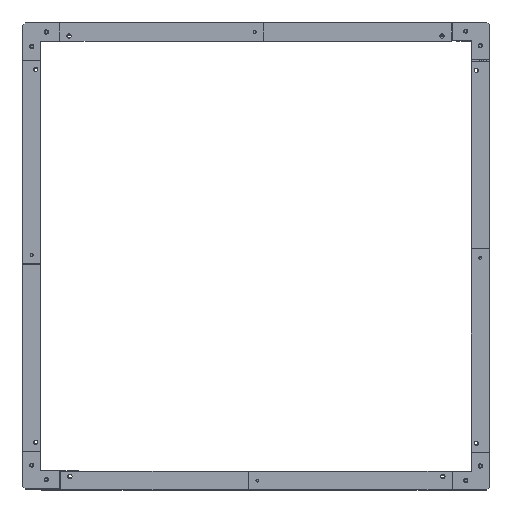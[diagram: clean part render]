
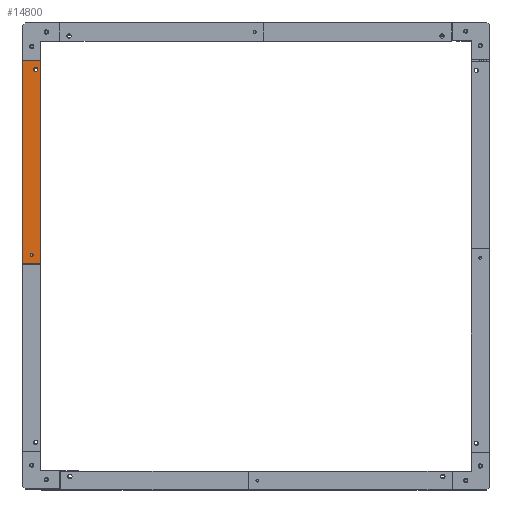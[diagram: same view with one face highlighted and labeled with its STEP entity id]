
A CAD part, top view. The second image highlights one B-rep face of the part: STEP entity #14800.
In plain terms, the highlighted planar face has unit normal (0, 0, 1).
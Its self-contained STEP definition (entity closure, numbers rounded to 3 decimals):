
#187=FACE_BOUND('',#1539,.T.);
#188=FACE_BOUND('',#1540,.T.);
#321=CIRCLE('',#15703,1.6);
#322=CIRCLE('',#15705,2.35);
#688=FACE_OUTER_BOUND('',#1538,.T.);
#1538=EDGE_LOOP('',(#10733,#10734,#10735,#10736));
#1539=EDGE_LOOP('',(#10737));
#1540=EDGE_LOOP('',(#10738));
#2712=LINE('',#21556,#4636);
#2733=LINE('',#21605,#4657);
#2738=LINE('',#21613,#4662);
#2739=LINE('',#21615,#4663);
#4636=VECTOR('',#17475,10.);
#4657=VECTOR('',#17522,10.);
#4662=VECTOR('',#17531,10.);
#4663=VECTOR('',#17534,10.);
#6427=VERTEX_POINT('',#21553);
#6428=VERTEX_POINT('',#21555);
#6440=VERTEX_POINT('',#21595);
#6441=VERTEX_POINT('',#21599);
#6442=VERTEX_POINT('',#21603);
#6443=VERTEX_POINT('',#21604);
#8004=EDGE_CURVE('',#6427,#6428,#2712,.T.);
#8025=EDGE_CURVE('',#6440,#6440,#321,.T.);
#8028=EDGE_CURVE('',#6441,#6441,#322,.T.);
#8029=EDGE_CURVE('',#6442,#6443,#2733,.T.);
#8034=EDGE_CURVE('',#6442,#6428,#2738,.T.);
#8035=EDGE_CURVE('',#6427,#6443,#2739,.T.);
#10733=ORIENTED_EDGE('',*,*,#8004,.F.);
#10734=ORIENTED_EDGE('',*,*,#8035,.T.);
#10735=ORIENTED_EDGE('',*,*,#8029,.F.);
#10736=ORIENTED_EDGE('',*,*,#8034,.T.);
#10737=ORIENTED_EDGE('',*,*,#8025,.F.);
#10738=ORIENTED_EDGE('',*,*,#8028,.F.);
#14050=PLANE('',#15709);
#14800=ADVANCED_FACE('',(#688,#187,#188),#14050,.F.);
#15703=AXIS2_PLACEMENT_3D('',#21596,#17512,#17513);
#15705=AXIS2_PLACEMENT_3D('',#21601,#17518,#17519);
#15709=AXIS2_PLACEMENT_3D('',#21614,#17532,#17533);
#17475=DIRECTION('',(-1.,0.,0.));
#17512=DIRECTION('center_axis',(0.,0.,1.));
#17513=DIRECTION('ref_axis',(0.,1.,0.));
#17518=DIRECTION('center_axis',(0.,0.,1.));
#17519=DIRECTION('ref_axis',(0.,-1.,0.));
#17522=DIRECTION('',(1.,0.,0.));
#17531=DIRECTION('',(0.,-1.,0.));
#17532=DIRECTION('center_axis',(0.,0.,-1.));
#17533=DIRECTION('ref_axis',(0.,-1.,0.));
#17534=DIRECTION('',(0.,1.,0.));
#21553=CARTESIAN_POINT('',(20.,-264.801,205.));
#21555=CARTESIAN_POINT('',(0.,-264.801,205.));
#21556=CARTESIAN_POINT('',(128.25,-264.801,205.));
#21595=CARTESIAN_POINT('',(10.,-256.6,205.));
#21596=CARTESIAN_POINT('Origin',(10.,-255.,205.));
#21599=CARTESIAN_POINT('',(14.5,-48.65,205.));
#21601=CARTESIAN_POINT('Origin',(14.5,-51.,205.));
#21603=CARTESIAN_POINT('',(0.,-41.,205.));
#21604=CARTESIAN_POINT('',(20.,-41.,205.));
#21605=CARTESIAN_POINT('',(192.25,-41.,205.));
#21613=CARTESIAN_POINT('',(0.,-512.,205.));
#21614=CARTESIAN_POINT('Origin',(256.5,-256.5,205.));
#21615=CARTESIAN_POINT('',(20.,-20.,205.));
